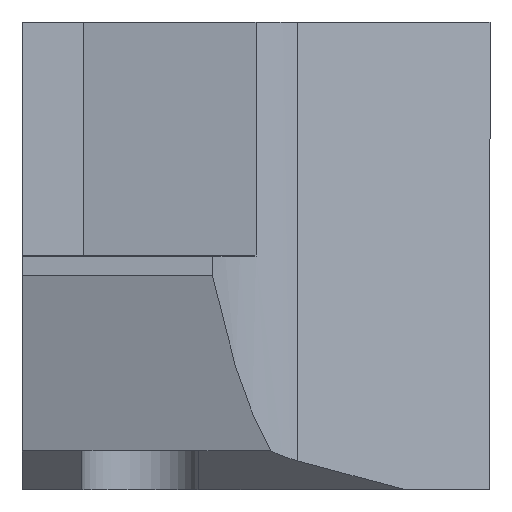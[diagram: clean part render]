
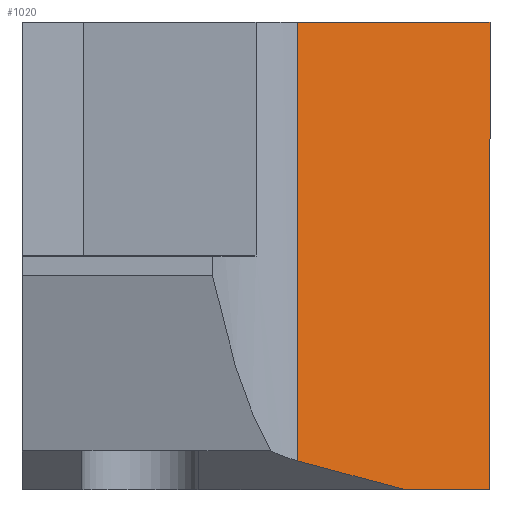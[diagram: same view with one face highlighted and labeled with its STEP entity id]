
A CAD part, left-side view. The second image highlights one B-rep face of the part: STEP entity #1020.
In plain terms, the highlighted planar face has unit normal (-0.966, -0.259, 0).
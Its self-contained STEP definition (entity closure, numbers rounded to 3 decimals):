
#11 = VECTOR ( 'NONE', #1346, 1000. ) ;
#12 = VECTOR ( 'NONE', #281, 1000. ) ;
#23 = ORIENTED_EDGE ( 'NONE', *, *, #715, .T. ) ;
#28 = DIRECTION ( 'NONE',  ( -0.966, -0.259, 0. ) ) ;
#85 = DIRECTION ( 'NONE',  ( 0.259, -0.966, 0. ) ) ;
#125 = ORIENTED_EDGE ( 'NONE', *, *, #1236, .F. ) ;
#160 = VERTEX_POINT ( 'NONE', #916 ) ;
#198 = LINE ( 'NONE', #405, #12 ) ;
#218 = VECTOR ( 'NONE', #624, 1000. ) ;
#249 = VERTEX_POINT ( 'NONE', #411 ) ;
#281 = DIRECTION ( 'NONE',  ( 0.251, -0.935, -0.251 ) ) ;
#300 = LINE ( 'NONE', #652, #784 ) ;
#377 = VERTEX_POINT ( 'NONE', #1316 ) ;
#382 = CARTESIAN_POINT ( 'NONE',  ( -93.541, 4.933, -128.13 ) ) ;
#394 = CARTESIAN_POINT ( 'NONE',  ( -86.042, -23.055, -6. ) ) ;
#405 = CARTESIAN_POINT ( 'NONE',  ( -85.827, -23.858, -12.967 ) ) ;
#411 = CARTESIAN_POINT ( 'NONE',  ( -93.541, 4.933, -5.253 ) ) ;
#471 = DIRECTION ( 'NONE',  ( 0.259, -0.966, 0. ) ) ;
#533 = ORIENTED_EDGE ( 'NONE', *, *, #1442, .T. ) ;
#605 = VERTEX_POINT ( 'NONE', #1154 ) ;
#624 = DIRECTION ( 'NONE',  ( 0., 0., 1. ) ) ;
#629 = CARTESIAN_POINT ( 'NONE',  ( -92.22, 0., 6. ) ) ;
#652 = CARTESIAN_POINT ( 'NONE',  ( -86.042, -23.055, 6. ) ) ;
#680 = FACE_OUTER_BOUND ( 'NONE', #923, .T. ) ;
#715 = EDGE_CURVE ( 'NONE', #377, #1303, #954, .T. ) ;
#731 = VECTOR ( 'NONE', #85, 1000. ) ;
#738 = ORIENTED_EDGE ( 'NONE', *, *, #1462, .T. ) ;
#759 = DIRECTION ( 'NONE',  ( 0.259, -0.966, 0. ) ) ;
#784 = VECTOR ( 'NONE', #759, 1000. ) ;
#916 = CARTESIAN_POINT ( 'NONE',  ( -92.794, 2.144, -6. ) ) ;
#923 = EDGE_LOOP ( 'NONE', ( #1189, #738, #533, #23, #125 ) ) ;
#954 = LINE ( 'NONE', #1005, #11 ) ;
#1005 = CARTESIAN_POINT ( 'NONE',  ( -92.22, 0., 6. ) ) ;
#1020 = ADVANCED_FACE ( 'NONE', ( #680 ), #1373, .T. ) ;
#1041 = LINE ( 'NONE', #382, #218 ) ;
#1066 = EDGE_CURVE ( 'NONE', #249, #605, #1041, .T. ) ;
#1154 = CARTESIAN_POINT ( 'NONE',  ( -93.541, 4.933, 6. ) ) ;
#1189 = ORIENTED_EDGE ( 'NONE', *, *, #1066, .F. ) ;
#1236 = EDGE_CURVE ( 'NONE', #605, #1303, #300, .T. ) ;
#1239 = AXIS2_PLACEMENT_3D ( 'NONE', #1250, #28, #471 ) ;
#1250 = CARTESIAN_POINT ( 'NONE',  ( -93.541, 4.933, -128.13 ) ) ;
#1303 = VERTEX_POINT ( 'NONE', #629 ) ;
#1316 = CARTESIAN_POINT ( 'NONE',  ( -92.22, 0., -6. ) ) ;
#1346 = DIRECTION ( 'NONE',  ( 0., 0., 1. ) ) ;
#1373 = PLANE ( 'NONE',  #1239 ) ;
#1442 = EDGE_CURVE ( 'NONE', #160, #377, #1476, .T. ) ;
#1462 = EDGE_CURVE ( 'NONE', #249, #160, #198, .T. ) ;
#1476 = LINE ( 'NONE', #394, #731 ) ;
